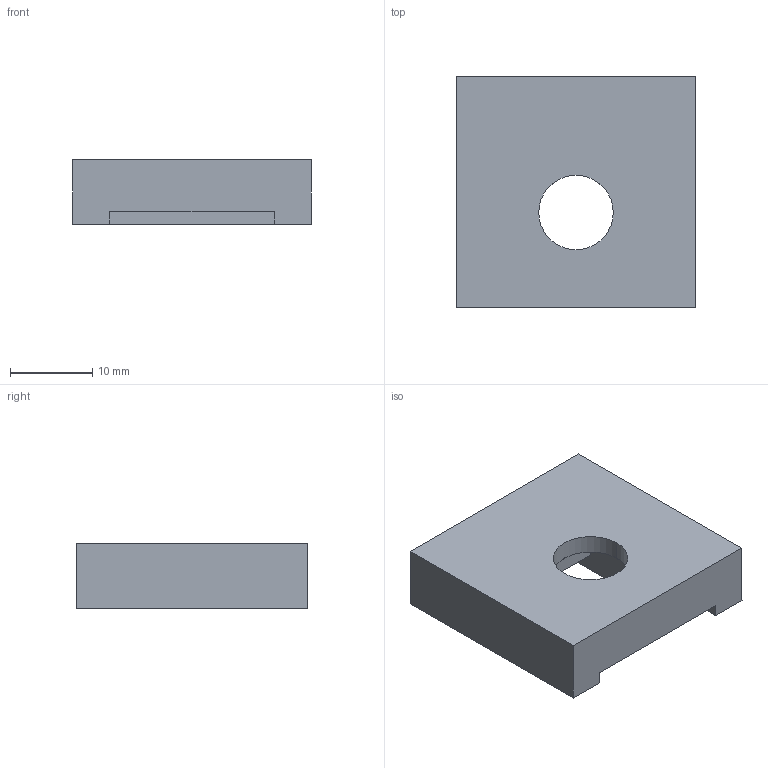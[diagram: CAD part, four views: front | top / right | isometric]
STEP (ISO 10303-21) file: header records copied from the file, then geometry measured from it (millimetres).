
FILE_DESCRIPTION (( 'STEP AP203' ), '1' );
FILE_NAME ('PI_CAMERA-cover-1 (Default).STEP', '2021-11-19T20:29:34', ( '' ), ( '' ), 'SwSTEP 2.0', 'SolidWorks 2020', '' );
FILE_SCHEMA (( 'CONFIG_CONTROL_DESIGN' ));
Length unit declared in the file: millimetre
Products named in the file (1): PI_CAMERA-cover-1 (Default)
Bounding box: 29 x 28 x 7.8 mm (x, y, z)
Volume: 4586.9 mm3; surface area: 2843.9 mm2
Topology: 1 solids, 1 shells, 39 faces, 100 edges, 60 vertices
Faces by surface type: plane 21, cylinder 10, cone 8
Entity records: 1195 total; most frequent: DIRECTION 192, CARTESIAN_POINT 192, ORIENTED_EDGE 184, EDGE_CURVE 92, LINE 72, VECTOR 72, AXIS2_PLACEMENT_3D 60, VERTEX_POINT 60
